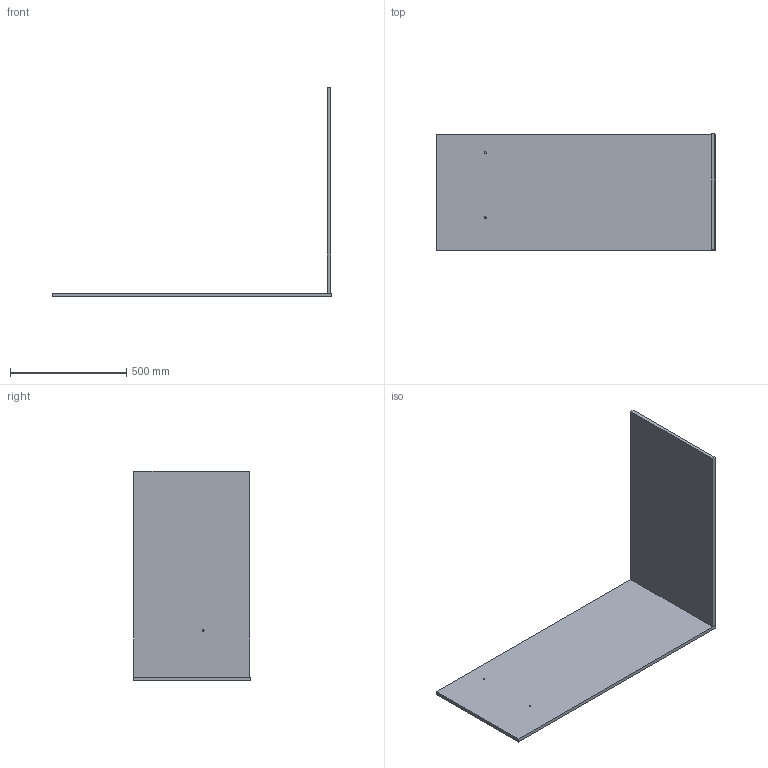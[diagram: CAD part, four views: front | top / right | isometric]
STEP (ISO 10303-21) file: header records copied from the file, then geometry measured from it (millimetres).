
FILE_DESCRIPTION(('STEP AP214'),'1');
FILE_NAME('2pecas.step','2025-12-18T19:15:28',(' '),(' '),'Spatial InterOp 3D',' ',' ');
FILE_SCHEMA(('AUTOMOTIVE_DESIGN { 1 0 10303 214 1 1 1 1 }'));
Length unit declared in the file: millimetre
Products named in the file (1): BASE
Bounding box: 1200 x 500 x 900 mm (x, y, z)
Volume: 15610196 mm3; surface area: 2266876.4 mm2
Topology: 6 solids, 6 shells, 42 faces, 81 edges, 54 vertices
Faces by surface type: plane 39, cylinder 3
Full cylindrical faces by diameter (mm): 8 x3
Entity records: 1408 total; most frequent: CARTESIAN_POINT 180, DIRECTION 180, ORIENTED_EDGE 156, EDGE_CURVE 78, LINE 72, VECTOR 72, AXIS2_PLACEMENT_3D 54, VERTEX_POINT 54
